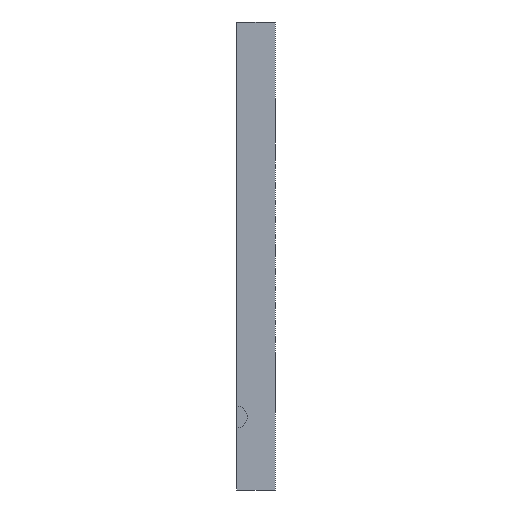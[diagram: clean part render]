
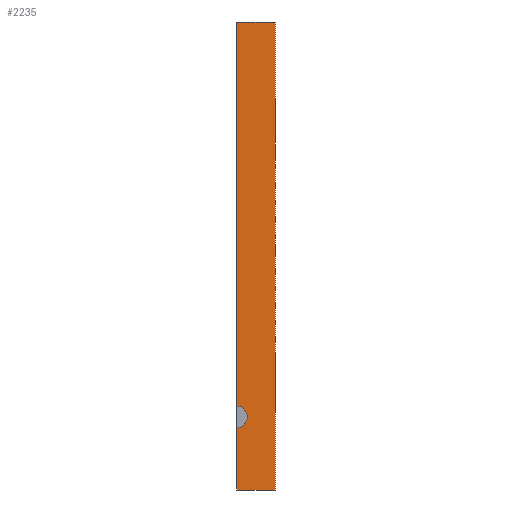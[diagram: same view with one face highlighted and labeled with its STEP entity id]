
A CAD part, left-side view. The second image highlights one B-rep face of the part: STEP entity #2235.
In plain terms, the highlighted planar face has unit normal (-1, 0, 0).
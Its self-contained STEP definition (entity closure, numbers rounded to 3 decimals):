
#119 = DIRECTION ( 'NONE',  ( 0., 0., -1. ) ) ;
#298 = CARTESIAN_POINT ( 'NONE',  ( 0., 2., 0. ) ) ;
#731 = CARTESIAN_POINT ( 'NONE',  ( 0., 2., -108.87 ) ) ;
#821 = ORIENTED_EDGE ( 'NONE', *, *, #16442, .F. ) ;
#1185 = EDGE_CURVE ( 'NONE', #11077, #15017, #12492, .T. ) ;
#1218 = CARTESIAN_POINT ( 'NONE',  ( 0., 9., -94.37 ) ) ;
#1642 = CARTESIAN_POINT ( 'NONE',  ( 0., 9., -89.37 ) ) ;
#2101 = VECTOR ( 'NONE', #15586, 1000. ) ;
#2153 = ORIENTED_EDGE ( 'NONE', *, *, #2507, .T. ) ;
#2235 = ADVANCED_FACE ( 'NONE', ( #16323 ), #7101, .F. ) ;
#2507 = EDGE_CURVE ( 'NONE', #15017, #12343, #7365, .T. ) ;
#3753 = CARTESIAN_POINT ( 'NONE',  ( 0., 2., 0. ) ) ;
#4023 = DIRECTION ( 'NONE',  ( 0., 0., -1. ) ) ;
#4689 = VERTEX_POINT ( 'NONE', #1642 ) ;
#4853 = EDGE_CURVE ( 'NONE', #4689, #17218, #11618, .T. ) ;
#5590 = CARTESIAN_POINT ( 'NONE',  ( 0., 9., -108.87 ) ) ;
#5666 = CARTESIAN_POINT ( 'NONE',  ( 0., 0., -108.87 ) ) ;
#6567 = AXIS2_PLACEMENT_3D ( 'NONE', #14737, #13432, #4023 ) ;
#6889 = ORIENTED_EDGE ( 'NONE', *, *, #1185, .T. ) ;
#7101 = PLANE ( 'NONE',  #15186 ) ;
#7141 = VECTOR ( 'NONE', #14823, 1000. ) ;
#7295 = EDGE_LOOP ( 'NONE', ( #12693, #14093, #8800, #821, #6889, #2153 ) ) ;
#7365 = LINE ( 'NONE', #11785, #16299 ) ;
#8117 = LINE ( 'NONE', #15869, #7141 ) ;
#8332 = CARTESIAN_POINT ( 'NONE',  ( 0., 9., 0. ) ) ;
#8800 = ORIENTED_EDGE ( 'NONE', *, *, #16387, .T. ) ;
#10105 = VERTEX_POINT ( 'NONE', #1218 ) ;
#11027 = CIRCLE ( 'NONE', #6567, 2.5 ) ;
#11077 = VERTEX_POINT ( 'NONE', #5590 ) ;
#11364 = DIRECTION ( 'NONE',  ( 0., -1., 0. ) ) ;
#11618 = LINE ( 'NONE', #14221, #14896 ) ;
#11785 = CARTESIAN_POINT ( 'NONE',  ( 0., 0., 0. ) ) ;
#12059 = DIRECTION ( 'NONE',  ( 1., 0., 0. ) ) ;
#12343 = VERTEX_POINT ( 'NONE', #16946 ) ;
#12492 = LINE ( 'NONE', #731, #16008 ) ;
#12693 = ORIENTED_EDGE ( 'NONE', *, *, #14783, .F. ) ;
#13075 = LINE ( 'NONE', #3753, #2101 ) ;
#13432 = DIRECTION ( 'NONE',  ( 1., 0., 0. ) ) ;
#14093 = ORIENTED_EDGE ( 'NONE', *, *, #4853, .F. ) ;
#14221 = CARTESIAN_POINT ( 'NONE',  ( 0., 9., -108.87 ) ) ;
#14304 = DIRECTION ( 'NONE',  ( 0., 0., 1. ) ) ;
#14737 = CARTESIAN_POINT ( 'NONE',  ( 0., 9., -91.87 ) ) ;
#14783 = EDGE_CURVE ( 'NONE', #17218, #12343, #13075, .T. ) ;
#14823 = DIRECTION ( 'NONE',  ( 0., 0., 1. ) ) ;
#14896 = VECTOR ( 'NONE', #14304, 1000. ) ;
#15017 = VERTEX_POINT ( 'NONE', #5666 ) ;
#15186 = AXIS2_PLACEMENT_3D ( 'NONE', #298, #12059, #119 ) ;
#15586 = DIRECTION ( 'NONE',  ( 0., -1., 0. ) ) ;
#15866 = DIRECTION ( 'NONE',  ( 0., 0., 1. ) ) ;
#15869 = CARTESIAN_POINT ( 'NONE',  ( 0., 9., -108.87 ) ) ;
#16008 = VECTOR ( 'NONE', #11364, 1000. ) ;
#16299 = VECTOR ( 'NONE', #15866, 1000. ) ;
#16323 = FACE_OUTER_BOUND ( 'NONE', #7295, .T. ) ;
#16387 = EDGE_CURVE ( 'NONE', #4689, #10105, #11027, .T. ) ;
#16442 = EDGE_CURVE ( 'NONE', #11077, #10105, #8117, .T. ) ;
#16946 = CARTESIAN_POINT ( 'NONE',  ( 0., 0., 0. ) ) ;
#17218 = VERTEX_POINT ( 'NONE', #8332 ) ;
